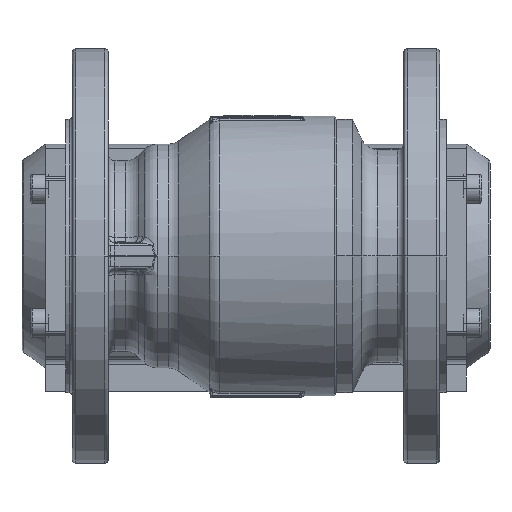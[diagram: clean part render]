
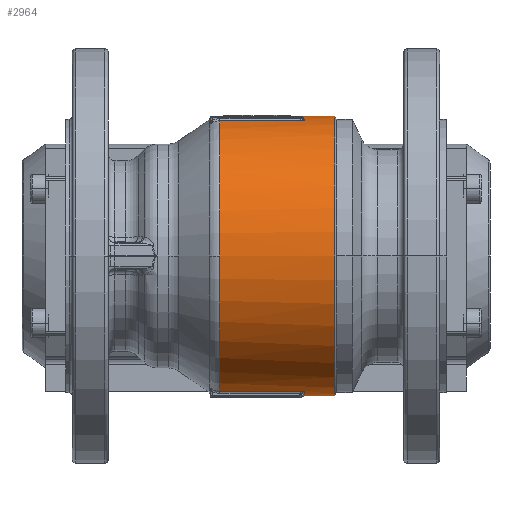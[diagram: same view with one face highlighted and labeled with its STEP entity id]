
A CAD part, front view. The second image highlights one B-rep face of the part: STEP entity #2964.
In plain terms, the highlighted cylindrical face has radius 62.5 mm (diameter 125 mm), a partial arc.
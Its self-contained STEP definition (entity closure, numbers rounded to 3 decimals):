
#2964=ADVANCED_FACE('',(#6483),#6484,.T.);
#6483=FACE_OUTER_BOUND('',#10706,.T.);
#6484=CYLINDRICAL_SURFACE('',#10707,62.5);
#10706=EDGE_LOOP('',(#23126,#23127,#23128,#23129,#23130,#23131,#23132,#23133,#23134,#23135,#23136));
#10707=AXIS2_PLACEMENT_3D('',#23137,#23138,#23139);
#23126=ORIENTED_EDGE('',*,*,#30875,.F.);
#23127=ORIENTED_EDGE('',*,*,#30876,.F.);
#23128=ORIENTED_EDGE('',*,*,#30877,.F.);
#23129=ORIENTED_EDGE('',*,*,#30878,.F.);
#23130=ORIENTED_EDGE('',*,*,#30879,.F.);
#23131=ORIENTED_EDGE('',*,*,#30880,.T.);
#23132=ORIENTED_EDGE('',*,*,#30881,.T.);
#23133=ORIENTED_EDGE('',*,*,#30882,.F.);
#23134=ORIENTED_EDGE('',*,*,#30883,.F.);
#23135=ORIENTED_EDGE('',*,*,#30884,.F.);
#23136=ORIENTED_EDGE('',*,*,#30885,.F.);
#23137=CARTESIAN_POINT('',(34.437,-1.25,0.));
#23138=DIRECTION('',(-1.0,0.,0.));
#23139=DIRECTION('',(0.,0.,1.0));
#30875=EDGE_CURVE('',#36887,#36888,#36889,.T.);
#30876=EDGE_CURVE('',#36890,#36887,#36891,.T.);
#30877=EDGE_CURVE('',#36892,#36890,#36893,.T.);
#30878=EDGE_CURVE('',#36894,#36892,#36895,.T.);
#30879=EDGE_CURVE('',#36896,#36894,#36897,.T.);
#30880=EDGE_CURVE('',#36896,#36898,#36899,.T.);
#30881=EDGE_CURVE('',#36898,#36900,#36901,.T.);
#30882=EDGE_CURVE('',#36902,#36900,#36903,.T.);
#30883=EDGE_CURVE('',#36904,#36902,#36905,.T.);
#30884=EDGE_CURVE('',#36906,#36904,#36907,.T.);
#30885=EDGE_CURVE('',#36888,#36906,#36908,.T.);
#36887=VERTEX_POINT('',#45645);
#36888=VERTEX_POINT('',#45646);
#36889=LINE('',#45647,#45648);
#36890=VERTEX_POINT('',#45649);
#36891=B_SPLINE_CURVE_WITH_KNOTS('',3,(#45650,#45651,#45652,#45653,#45654,#45655,#45656,#45657),.UNSPECIFIED.,.F.,.F.,(4,1,1,2,4),(-0.79,-0.564,-0.338,0.0,0.004),.UNSPECIFIED.);
#36892=VERTEX_POINT('',#45658);
#36893=B_SPLINE_CURVE_WITH_KNOTS('',3,(#45659,#45660,#45661,#45662,#45663),.UNSPECIFIED.,.F.,.F.,(4,1,4),(0.,0.339,0.593),.UNSPECIFIED.);
#36894=VERTEX_POINT('',#45664);
#36895=CIRCLE('',#45665,62.5);
#36896=VERTEX_POINT('',#45666);
#36897=LINE('',#45667,#45668);
#36898=VERTEX_POINT('',#45669);
#36899=CIRCLE('',#45670,62.5);
#36900=VERTEX_POINT('',#45671);
#36901=CIRCLE('',#45672,62.5);
#36902=VERTEX_POINT('',#45673);
#36903=LINE('',#45674,#45675);
#36904=VERTEX_POINT('',#45676);
#36905=CIRCLE('',#45677,62.5);
#36906=VERTEX_POINT('',#45678);
#36907=LINE('',#45679,#45680);
#36908=CIRCLE('',#45681,62.5);
#45645=CARTESIAN_POINT('',(45.,-1.25,62.5));
#45646=CARTESIAN_POINT('',(59.634,-1.25,62.5));
#45647=CARTESIAN_POINT('',(34.437,-1.25,62.5));
#45648=VECTOR('',#55120,1.0);
#45649=CARTESIAN_POINT('',(45.611,-9.016,62.016));
#45650=CARTESIAN_POINT('',(45.611,-9.016,62.016));
#45651=CARTESIAN_POINT('',(45.527,-8.286,62.107));
#45652=CARTESIAN_POINT('',(45.39,-6.819,62.265));
#45653=CARTESIAN_POINT('',(45.196,-4.242,62.449));
#45654=CARTESIAN_POINT('',(45.075,-2.394,62.499));
#45655=CARTESIAN_POINT('',(45.002,-1.274,62.5));
#45656=CARTESIAN_POINT('',(45.001,-1.262,62.5));
#45657=CARTESIAN_POINT('',(45.,-1.25,62.5));
#45658=CARTESIAN_POINT('',(46.0,-14.754,61.024));
#45659=CARTESIAN_POINT('',(46.,-14.754,61.024));
#45660=CARTESIAN_POINT('',(46.,-13.669,61.264));
#45661=CARTESIAN_POINT('',(45.9,-11.757,61.634));
#45662=CARTESIAN_POINT('',(45.706,-9.838,61.913));
#45663=CARTESIAN_POINT('',(45.611,-9.016,62.016));
#45664=CARTESIAN_POINT('',(46.0,-17.49,60.353));
#45665=AXIS2_PLACEMENT_3D('',#55121,#55122,#55123);
#45666=CARTESIAN_POINT('',(8.374,-17.49,60.353));
#45667=CARTESIAN_POINT('',(8.374,-17.49,60.353));
#45668=VECTOR('',#55124,37.626);
#45669=CARTESIAN_POINT('',(8.374,-63.75,0.));
#45670=AXIS2_PLACEMENT_3D('',#55125,#55126,#55127);
#45671=CARTESIAN_POINT('',(8.374,-17.49,-60.353));
#45672=AXIS2_PLACEMENT_3D('',#55128,#55129,#55130);
#45673=CARTESIAN_POINT('',(46.0,-17.49,-60.353));
#45674=CARTESIAN_POINT('',(46.0,-17.49,-60.353));
#45675=VECTOR('',#55131,37.626);
#45676=CARTESIAN_POINT('',(46.0,-1.25,-62.5));
#45677=AXIS2_PLACEMENT_3D('',#55132,#55133,#55134);
#45678=CARTESIAN_POINT('',(59.634,-1.25,-62.5));
#45679=CARTESIAN_POINT('',(34.437,-1.25,-62.5));
#45680=VECTOR('',#55135,1.0);
#45681=AXIS2_PLACEMENT_3D('',#55136,#55137,#55138);
#55120=DIRECTION('',(1.0,0.,0.));
#55121=CARTESIAN_POINT('',(46.0,-1.25,0.));
#55122=DIRECTION('',(-1.0,0.0,0.0));
#55123=DIRECTION('',(0.0,-0.187,0.982));
#55124=DIRECTION('',(1.0,0.0,0.0));
#55125=CARTESIAN_POINT('',(8.374,-1.25,0.));
#55126=DIRECTION('',(1.0,0.0,-0.0));
#55127=DIRECTION('',(0.0,0.,1.0));
#55128=CARTESIAN_POINT('',(8.374,-1.25,0.));
#55129=DIRECTION('',(1.0,0.0,-0.0));
#55130=DIRECTION('',(0.0,0.,1.0));
#55131=DIRECTION('',(-1.0,0.0,0.0));
#55132=CARTESIAN_POINT('',(46.0,-1.25,0.));
#55133=DIRECTION('',(-1.0,-0.0,0.0));
#55134=DIRECTION('',(0.0,0.,-1.0));
#55135=DIRECTION('',(-1.0,0.,0.));
#55136=CARTESIAN_POINT('',(59.634,-1.25,0.));
#55137=DIRECTION('',(1.0,0.0,0.0));
#55138=DIRECTION('',(0.0,0.,-1.0));
